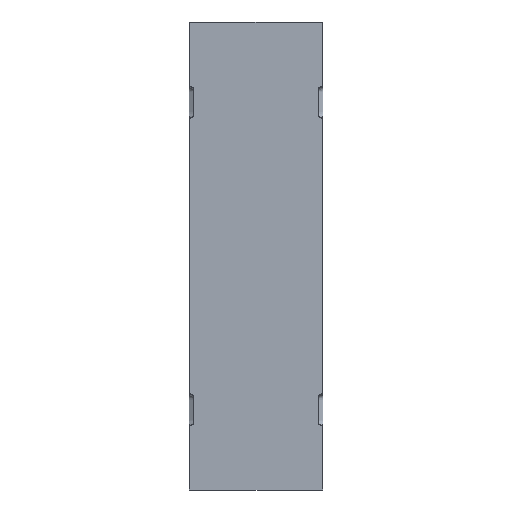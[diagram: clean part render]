
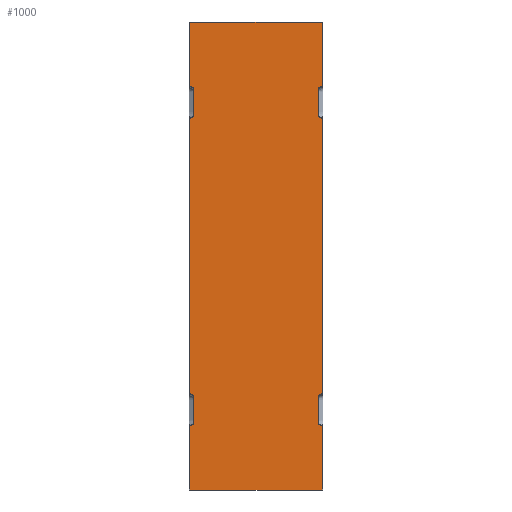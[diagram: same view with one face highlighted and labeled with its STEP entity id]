
A CAD part, front view. The second image highlights one B-rep face of the part: STEP entity #1000.
In plain terms, the highlighted planar face has unit normal (0, -1, 0).
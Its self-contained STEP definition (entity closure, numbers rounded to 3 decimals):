
#63=FACE_OUTER_BOUND('',#113,.T.);
#113=EDGE_LOOP('',(#632,#633,#634,#635,#636,#637,#638,#639));
#162=LINE('',#1436,#274);
#168=LINE('',#1448,#280);
#169=LINE('',#1450,#281);
#170=LINE('',#1452,#282);
#171=LINE('',#1454,#283);
#172=LINE('',#1456,#284);
#173=LINE('',#1458,#285);
#174=LINE('',#1459,#286);
#274=VECTOR('',#1158,10.);
#280=VECTOR('',#1166,10.);
#281=VECTOR('',#1167,10.);
#282=VECTOR('',#1168,10.);
#283=VECTOR('',#1169,10.);
#284=VECTOR('',#1170,10.);
#285=VECTOR('',#1171,10.);
#286=VECTOR('',#1172,10.);
#386=VERTEX_POINT('',#1434);
#387=VERTEX_POINT('',#1435);
#392=VERTEX_POINT('',#1447);
#393=VERTEX_POINT('',#1449);
#394=VERTEX_POINT('',#1451);
#395=VERTEX_POINT('',#1453);
#396=VERTEX_POINT('',#1455);
#397=VERTEX_POINT('',#1457);
#482=EDGE_CURVE('',#386,#387,#162,.T.);
#488=EDGE_CURVE('',#387,#392,#168,.T.);
#489=EDGE_CURVE('',#393,#392,#169,.T.);
#490=EDGE_CURVE('',#393,#394,#170,.T.);
#491=EDGE_CURVE('',#394,#395,#171,.T.);
#492=EDGE_CURVE('',#395,#396,#172,.T.);
#493=EDGE_CURVE('',#397,#396,#173,.T.);
#494=EDGE_CURVE('',#397,#386,#174,.T.);
#632=ORIENTED_EDGE('',*,*,#482,.T.);
#633=ORIENTED_EDGE('',*,*,#488,.T.);
#634=ORIENTED_EDGE('',*,*,#489,.F.);
#635=ORIENTED_EDGE('',*,*,#490,.T.);
#636=ORIENTED_EDGE('',*,*,#491,.T.);
#637=ORIENTED_EDGE('',*,*,#492,.T.);
#638=ORIENTED_EDGE('',*,*,#493,.F.);
#639=ORIENTED_EDGE('',*,*,#494,.T.);
#915=PLANE('',#1073);
#1000=ADVANCED_FACE('',(#63),#915,.F.);
#1073=AXIS2_PLACEMENT_3D('',#1446,#1164,#1165);
#1158=DIRECTION('',(1.,0.,0.));
#1164=DIRECTION('center_axis',(0.,1.,0.));
#1165=DIRECTION('ref_axis',(0.,0.,1.));
#1166=DIRECTION('',(0.,0.,1.));
#1167=DIRECTION('',(1.,0.,0.));
#1168=DIRECTION('',(-1.,0.,0.));
#1169=DIRECTION('',(-1.,0.,0.));
#1170=DIRECTION('',(0.,0.,-1.));
#1171=DIRECTION('',(-1.,0.,0.));
#1172=DIRECTION('',(1.,0.,0.));
#1434=CARTESIAN_POINT('',(-1.1,0.,-350.));
#1435=CARTESIAN_POINT('',(-0.55,0.,-350.));
#1436=CARTESIAN_POINT('',(-75.,0.,-350.));
#1446=CARTESIAN_POINT('Origin',(-50.,0.,-175.));
#1447=CARTESIAN_POINT('',(-0.55,0.,0.));
#1448=CARTESIAN_POINT('',(-0.55,0.,-175.));
#1449=CARTESIAN_POINT('',(-1.1,0.,0.));
#1450=CARTESIAN_POINT('',(-74.725,0.,0.));
#1451=CARTESIAN_POINT('',(-98.9,0.,0.));
#1452=CARTESIAN_POINT('',(0.,0.,0.));
#1453=CARTESIAN_POINT('',(-99.45,0.,0.));
#1454=CARTESIAN_POINT('',(-74.725,0.,0.));
#1455=CARTESIAN_POINT('',(-99.45,0.,-350.));
#1456=CARTESIAN_POINT('',(-99.45,0.,-175.));
#1457=CARTESIAN_POINT('',(-98.9,0.,-350.));
#1458=CARTESIAN_POINT('',(-75.,0.,-350.));
#1459=CARTESIAN_POINT('',(-100.,0.,-350.));
